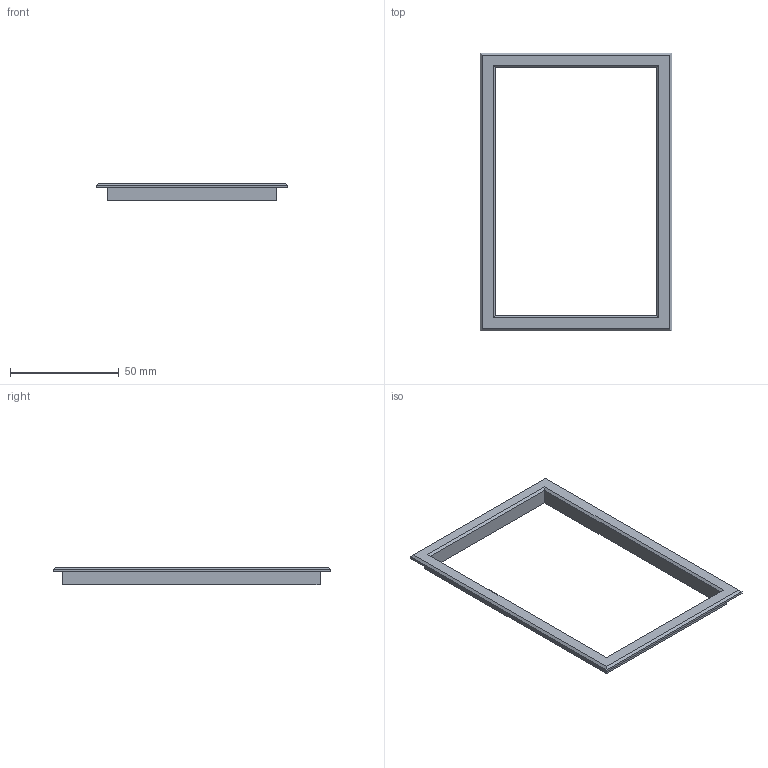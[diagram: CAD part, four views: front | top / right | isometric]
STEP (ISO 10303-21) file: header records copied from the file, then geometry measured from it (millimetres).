
FILE_DESCRIPTION(/* description */ (''),/* implementation_level */ '2;1');
FILE_NAME(/* name */ 'Kabelkanal.step',/* time_stamp */ '2024-02-16T10:55:02+01:00',/* author */ (''),/* organization */ (''),/* preprocessor_version */ 'ST-DEVELOPER v20',/* originating_system */ 'Autodesk Translation Framework v12.20.1.177',/* authorisation */ '');
FILE_SCHEMA (('AUTOMOTIVE_DESIGN { 1 0 10303 214 3 1 1 }'));
Length unit declared in the file: millimetre
Products named in the file (1): Kabelkanal
Bounding box: 88 x 127.5 x 8 mm (x, y, z)
Volume: 9772.5 mm3; surface area: 11317.3 mm2
Topology: 1 solids, 1 shells, 23 faces, 52 edges, 32 vertices
Faces by surface type: plane 23
Entity records: 659 total; most frequent: CARTESIAN_POINT 108, ORIENTED_EDGE 104, DIRECTION 100, LINE 52, VECTOR 52, EDGE_CURVE 52, VERTEX_POINT 32, EDGE_LOOP 26
